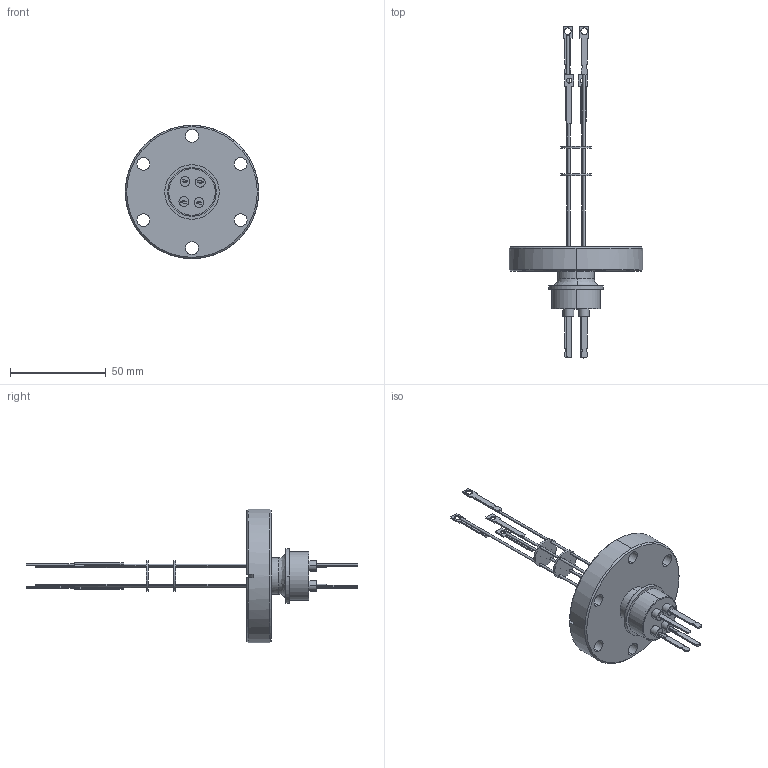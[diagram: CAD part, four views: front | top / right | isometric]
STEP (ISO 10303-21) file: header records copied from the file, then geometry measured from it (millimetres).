
FILE_DESCRIPTION (( 'STEP AP203' ), '1' );
FILE_NAME ('A2612-4-CF.STEP', '2011-11-17T18:16:55', ( '' ), ( '' ), 'SwSTEP 2.0', 'SolidWorks 2011', '' );
FILE_SCHEMA (( 'CONFIG_CONTROL_DESIGN' ));
Length unit declared in the file: inch
Products named in the file (1): A2612-4-CF
Bounding box: 69.85 x 173.74 x 69.85 mm (x, y, z)
Volume: 45864.7 mm3; surface area: 21463.9 mm2
Topology: 1 solids, 5 shells, 304 faces, 792 edges, 529 vertices
Faces by surface type: cylinder 162, plane 115, cone 15, bspline 12
Entity records: 10084 total; most frequent: CARTESIAN_POINT 2138, DIRECTION 1729, ORIENTED_EDGE 1584, EDGE_CURVE 792, AXIS2_PLACEMENT_3D 672, VERTEX_POINT 529, EDGE_LOOP 391, LINE 385
